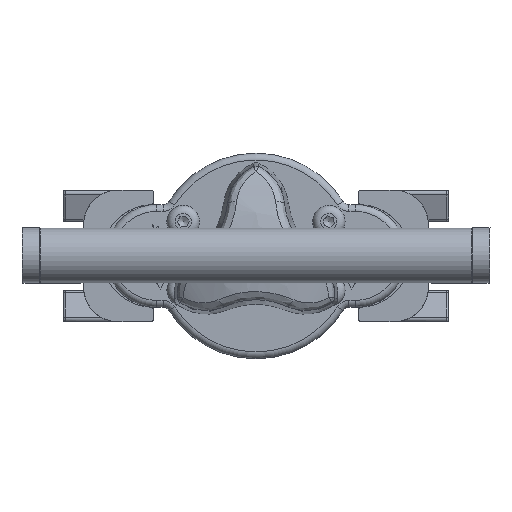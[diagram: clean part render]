
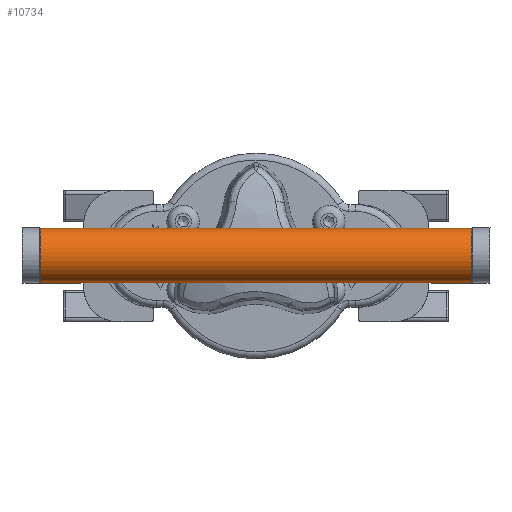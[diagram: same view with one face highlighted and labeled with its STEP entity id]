
A CAD part, top view. The second image highlights one B-rep face of the part: STEP entity #10734.
In plain terms, the highlighted cylindrical face has radius 8 mm (diameter 16 mm), a full revolution.
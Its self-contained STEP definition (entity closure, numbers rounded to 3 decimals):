
#378=CYLINDRICAL_SURFACE($,#11463,8.);
#2556=FACE_BOUND($,#3469,.T.);
#2795=FACE_OUTER_BOUND($,#3468,.T.);
#3468=EDGE_LOOP($,(#8052));
#3469=EDGE_LOOP($,(#8053));
#4116=CIRCLE($,#11462,8.);
#4117=CIRCLE($,#11464,8.);
#4920=VERTEX_POINT($,#17133);
#4921=VERTEX_POINT($,#17136);
#6106=EDGE_CURVE($,#4920,#4920,#4116,.T.);
#6107=EDGE_CURVE($,#4921,#4921,#4117,.T.);
#8052=ORIENTED_EDGE($,*,*,#6107,.F.);
#8053=ORIENTED_EDGE($,*,*,#6106,.F.);
#10734=ADVANCED_FACE($,(#2795,#2556),#378,.T.);
#11462=AXIS2_PLACEMENT_3D($,#17134,#13161,#13162);
#11463=AXIS2_PLACEMENT_3D($,#17135,#13163,#13164);
#11464=AXIS2_PLACEMENT_3D($,#17137,#13165,#13166);
#13161=DIRECTION('center_axis',(1.,0.,0.));
#13162=DIRECTION('ref_axis',(0.,1.,0.));
#13163=DIRECTION('center_axis',(-1.,0.,0.));
#13164=DIRECTION('ref_axis',(0.,-1.,0.));
#13165=DIRECTION('center_axis',(-1.,0.,0.));
#13166=DIRECTION('ref_axis',(0.,1.,0.));
#17133=CARTESIAN_POINT('',(63.,-8.,0.));
#17134=CARTESIAN_POINT('Origin',(63.,0.,0.));
#17135=CARTESIAN_POINT('Origin',(0.,0.,0.));
#17136=CARTESIAN_POINT('',(-63.,-8.,0.));
#17137=CARTESIAN_POINT('Origin',(-63.,0.,0.));
